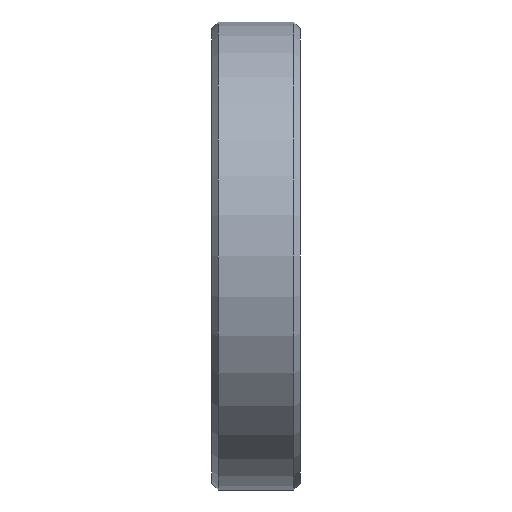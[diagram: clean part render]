
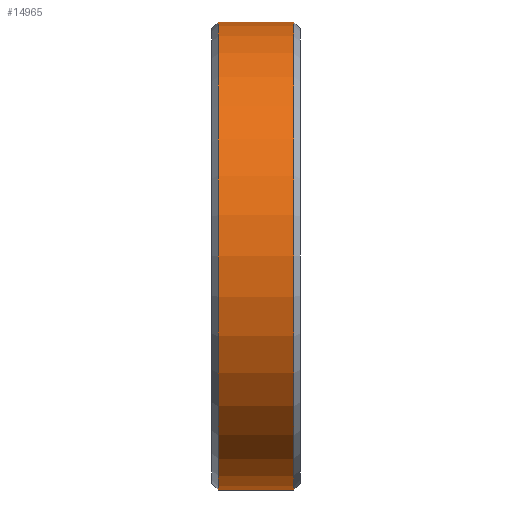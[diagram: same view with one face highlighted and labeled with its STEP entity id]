
A CAD part, front view. The second image highlights one B-rep face of the part: STEP entity #14965.
In plain terms, the highlighted cylindrical face has radius 18.5 mm (diameter 37 mm), a partial arc.
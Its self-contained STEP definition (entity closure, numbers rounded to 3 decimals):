
#213 = DIRECTION ( 'NONE',  ( -1., 0., 0. ) ) ;
#228 = CARTESIAN_POINT ( 'NONE',  ( 0., 0., -18.5 ) ) ;
#508 = CIRCLE ( 'NONE', #10955, 18.5 ) ;
#614 = VERTEX_POINT ( 'NONE', #12561 ) ;
#653 = VERTEX_POINT ( 'NONE', #16578 ) ;
#1943 = FACE_OUTER_BOUND ( 'NONE', #10092, .T. ) ;
#1956 = DIRECTION ( 'NONE',  ( -1., 0., 0. ) ) ;
#2302 = LINE ( 'NONE', #13868, #5971 ) ;
#3604 = AXIS2_PLACEMENT_3D ( 'NONE', #8395, #15050, #13213 ) ;
#3770 = CARTESIAN_POINT ( 'NONE',  ( 3., 0., 18.5 ) ) ;
#4013 = VECTOR ( 'NONE', #1956, 1000. ) ;
#4143 = ORIENTED_EDGE ( 'NONE', *, *, #7446, .T. ) ;
#4869 = DIRECTION ( 'NONE',  ( 0., 0., -1. ) ) ;
#5871 = VERTEX_POINT ( 'NONE', #3770 ) ;
#5971 = VECTOR ( 'NONE', #15507, 1000. ) ;
#6607 = DIRECTION ( 'NONE',  ( 1., 0., 0. ) ) ;
#7446 = EDGE_CURVE ( 'NONE', #5871, #19203, #2302, .T. ) ;
#8395 = CARTESIAN_POINT ( 'NONE',  ( 3., 0., 0. ) ) ;
#8702 = EDGE_CURVE ( 'NONE', #653, #5871, #19270, .T. ) ;
#9423 = EDGE_CURVE ( 'NONE', #19203, #614, #508, .T. ) ;
#10092 = EDGE_LOOP ( 'NONE', ( #10179, #19942, #4143, #17391 ) ) ;
#10130 = CARTESIAN_POINT ( 'NONE',  ( -3., 0., 18.5 ) ) ;
#10179 = ORIENTED_EDGE ( 'NONE', *, *, #18938, .F. ) ;
#10525 = AXIS2_PLACEMENT_3D ( 'NONE', #15360, #213, #13520 ) ;
#10955 = AXIS2_PLACEMENT_3D ( 'NONE', #21316, #6607, #4869 ) ;
#11686 = LINE ( 'NONE', #228, #4013 ) ;
#12561 = CARTESIAN_POINT ( 'NONE',  ( -3., 0., -18.5 ) ) ;
#13213 = DIRECTION ( 'NONE',  ( 0., 0., 1. ) ) ;
#13520 = DIRECTION ( 'NONE',  ( 0., 0., 1. ) ) ;
#13868 = CARTESIAN_POINT ( 'NONE',  ( 0., 0., 18.5 ) ) ;
#14965 = ADVANCED_FACE ( 'NONE', ( #1943 ), #15148, .T. ) ;
#15050 = DIRECTION ( 'NONE',  ( -1., 0., 0. ) ) ;
#15148 = CYLINDRICAL_SURFACE ( 'NONE', #10525, 18.5 ) ;
#15360 = CARTESIAN_POINT ( 'NONE',  ( 0., 0., 0. ) ) ;
#15507 = DIRECTION ( 'NONE',  ( -1., 0., 0. ) ) ;
#16578 = CARTESIAN_POINT ( 'NONE',  ( 3., 0., -18.5 ) ) ;
#17391 = ORIENTED_EDGE ( 'NONE', *, *, #9423, .T. ) ;
#18938 = EDGE_CURVE ( 'NONE', #653, #614, #11686, .T. ) ;
#19203 = VERTEX_POINT ( 'NONE', #10130 ) ;
#19270 = CIRCLE ( 'NONE', #3604, 18.5 ) ;
#19942 = ORIENTED_EDGE ( 'NONE', *, *, #8702, .T. ) ;
#21316 = CARTESIAN_POINT ( 'NONE',  ( -3., 0., 0. ) ) ;
